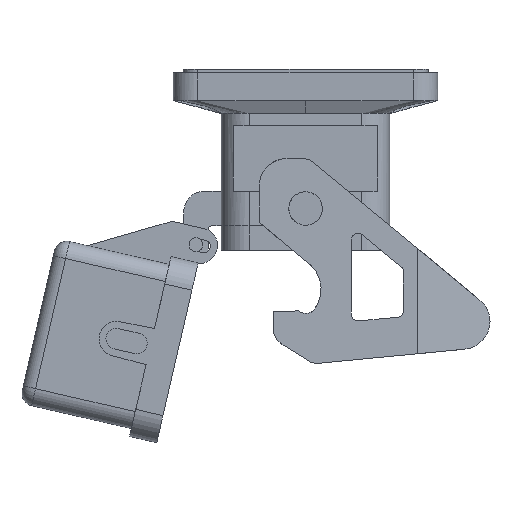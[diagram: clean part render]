
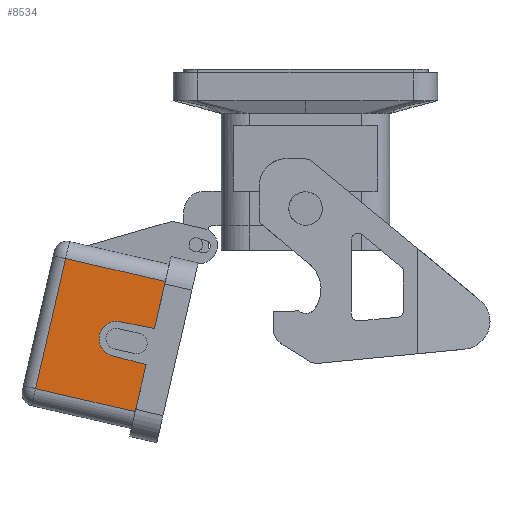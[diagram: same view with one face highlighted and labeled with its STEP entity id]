
A CAD part, left-side view. The second image highlights one B-rep face of the part: STEP entity #8534.
In plain terms, the highlighted planar face has unit normal (-1, 0, 0).
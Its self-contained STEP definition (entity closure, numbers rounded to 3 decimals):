
#641=PLANE('',#9307);
#969=CIRCLE('',#9308,2.5);
#1606=VECTOR('',#11076,1.);
#1631=VECTOR('',#11114,1.);
#1632=VECTOR('',#11117,1.);
#1639=VECTOR('',#11169,1.);
#1640=VECTOR('',#11173,1.);
#1641=VECTOR('',#11176,1.);
#1642=VECTOR('',#11177,1.);
#2379=LINE('',#16473,#1606);
#2404=LINE('',#16529,#1631);
#2405=LINE('',#16531,#1632);
#2412=LINE('',#16576,#1639);
#2413=LINE('',#16580,#1640);
#2414=LINE('',#16584,#1641);
#2415=LINE('',#16586,#1642);
#3232=VERTEX_POINT('',#16457);
#3239=VERTEX_POINT('',#16472);
#3261=VERTEX_POINT('',#16528);
#3262=VERTEX_POINT('',#16532);
#3275=VERTEX_POINT('',#16577);
#3276=VERTEX_POINT('',#16581);
#3277=VERTEX_POINT('',#16583);
#3278=VERTEX_POINT('',#16585);
#4427=EDGE_CURVE('',#3232,#3239,#2379,.T.);
#4455=EDGE_CURVE('',#3232,#3261,#2404,.T.);
#4456=EDGE_CURVE('',#3262,#3261,#2405,.T.);
#4480=EDGE_CURVE('',#3275,#3262,#2412,.T.);
#4482=EDGE_CURVE('',#3239,#3276,#2413,.T.);
#4483=EDGE_CURVE('',#3276,#3277,#969,.T.);
#4484=EDGE_CURVE('',#3277,#3278,#2414,.T.);
#4485=EDGE_CURVE('',#3278,#3275,#2415,.T.);
#6526=ORIENTED_EDGE('',*,*,#4480,.T.);
#6527=ORIENTED_EDGE('',*,*,#4456,.T.);
#6528=ORIENTED_EDGE('',*,*,#4455,.F.);
#6529=ORIENTED_EDGE('',*,*,#4427,.T.);
#6530=ORIENTED_EDGE('',*,*,#4482,.T.);
#6531=ORIENTED_EDGE('',*,*,#4483,.T.);
#6532=ORIENTED_EDGE('',*,*,#4484,.T.);
#6533=ORIENTED_EDGE('',*,*,#4485,.T.);
#7558=EDGE_LOOP('',(#6526,#6527,#6528,#6529,#6530,#6531,#6532,#6533));
#8070=FACE_BOUND('',#7558,.T.);
#8534=ADVANCED_FACE('',(#8070),#641,.T.);
#9307=AXIS2_PLACEMENT_3D('',#16579,#11172,$);
#9308=AXIS2_PLACEMENT_3D('',#16582,#11174,#11175);
#11076=DIRECTION('',(0.,0.225,-0.974));
#11114=DIRECTION('',(0.,-0.974,-0.225));
#11117=DIRECTION('',(0.,-0.225,0.974));
#11169=DIRECTION('',(0.,-0.974,-0.225));
#11172=DIRECTION('',(-1.,0.,0.));
#11173=DIRECTION('',(0.,-0.966,-0.259));
#11174=DIRECTION('',(1.,0.,0.));
#11175=DIRECTION('',(0.,0.562,-2.436));
#11176=DIRECTION('',(0.,0.982,0.191));
#11177=DIRECTION('',(0.,0.225,-0.974));
#16457=CARTESIAN_POINT('',(-96.3,-24.473,27.703));
#16472=CARTESIAN_POINT('',(-96.3,-22.916,20.957));
#16473=CARTESIAN_POINT('',(-96.3,-24.473,27.703));
#16528=CARTESIAN_POINT('',(-96.3,-38.796,24.396));
#16529=CARTESIAN_POINT('',(-96.3,-24.473,27.703));
#16531=CARTESIAN_POINT('',(-96.3,-34.477,5.688));
#16532=CARTESIAN_POINT('',(-96.3,-34.477,5.688));
#16576=CARTESIAN_POINT('',(-96.3,-20.154,8.995));
#16577=CARTESIAN_POINT('',(-96.3,-20.154,8.995));
#16579=CARTESIAN_POINT('',(-96.3,-19.668,8.598));
#16580=CARTESIAN_POINT('',(-96.3,-22.916,20.957));
#16581=CARTESIAN_POINT('',(-96.3,-27.832,19.639));
#16582=CARTESIAN_POINT('',(-96.3,-27.185,17.224));
#16583=CARTESIAN_POINT('',(-96.3,-26.708,14.77));
#16584=CARTESIAN_POINT('',(-96.3,-26.708,14.77));
#16585=CARTESIAN_POINT('',(-96.3,-21.712,15.741));
#16586=CARTESIAN_POINT('',(-96.3,-21.712,15.741));
